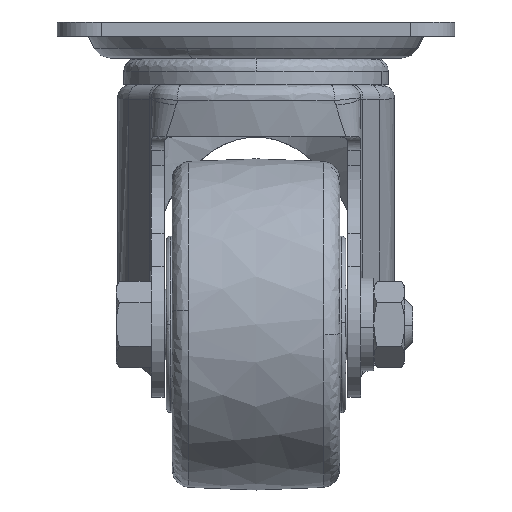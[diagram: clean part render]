
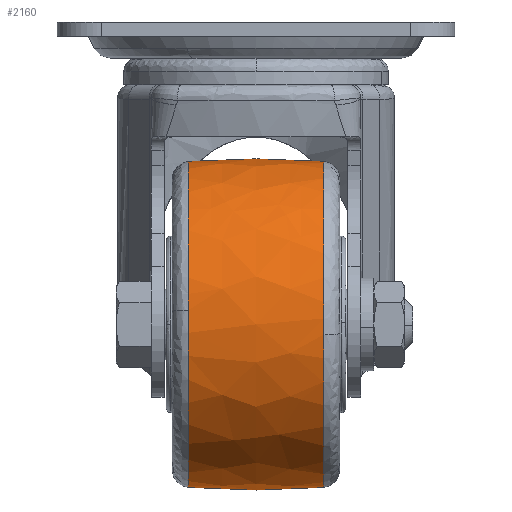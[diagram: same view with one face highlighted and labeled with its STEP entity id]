
A CAD part, left-side view. The second image highlights one B-rep face of the part: STEP entity #2160.
In plain terms, the highlighted free-form (B-spline) face has degree [2, 2] with [3, 7] control points.
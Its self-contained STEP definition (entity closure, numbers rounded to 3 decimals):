
#1870=CARTESIAN_POINT('',(-58.841,-15.306,-70.818));
#1871=VERTEX_POINT('',#1870);
#1872=CARTESIAN_POINT('',(-22.0,-15.306,-105.413));
#1873=VERTEX_POINT('',#1872);
#1874=CARTESIAN_POINT('',(-58.841,-15.306,-70.818));
#1875=CARTESIAN_POINT('',(-56.664,-15.306,-105.413));
#1876=CARTESIAN_POINT('',(-22.0,-15.306,-105.413));
#1884=(BOUNDED_CURVE()B_SPLINE_CURVE(2,(#1874,#1875,#1876),.UNSPECIFIED.,.F.,.U.)B_SPLINE_CURVE_WITH_KNOTS((3,3),(0.761,1.0),.UNSPECIFIED.)CURVE()GEOMETRIC_REPRESENTATION_ITEM()RATIONAL_B_SPLINE_CURVE((0.975,0.72,1.0))REPRESENTATION_ITEM(''));
#1885=EDGE_CURVE('',#1871,#1873,#1884,.T.);
#1964=CARTESIAN_POINT('',(-22.0,-15.306,-31.587));
#1965=VERTEX_POINT('',#1964);
#1966=CARTESIAN_POINT('',(-22.0,-15.306,-31.587));
#1967=CARTESIAN_POINT('',(-58.913,-15.306,-31.587));
#1968=CARTESIAN_POINT('',(-58.913,-15.306,-68.5));
#1969=CARTESIAN_POINT('',(-58.913,-15.306,-69.66));
#1970=CARTESIAN_POINT('',(-58.841,-15.306,-70.818));
#1978=(BOUNDED_CURVE()B_SPLINE_CURVE(2,(#1966,#1967,#1968,#1969,#1970),.UNSPECIFIED.,.F.,.U.)B_SPLINE_CURVE_WITH_KNOTS((3,2,3),(0.5,0.75,0.761),.UNSPECIFIED.)CURVE()GEOMETRIC_REPRESENTATION_ITEM()RATIONAL_B_SPLINE_CURVE((1.0,0.707,1.0,0.987,0.975))REPRESENTATION_ITEM(''));
#1979=EDGE_CURVE('',#1965,#1871,#1978,.T.);
#2030=CARTESIAN_POINT('',(-22.0,15.306,-105.413));
#2031=VERTEX_POINT('',#2030);
#2032=CARTESIAN_POINT('',(-22.0,-15.306,-105.413));
#2033=CARTESIAN_POINT('',(-22.,0.,-106.588));
#2034=CARTESIAN_POINT('',(-22.0,15.306,-105.413));
#2042=(BOUNDED_CURVE()B_SPLINE_CURVE(2,(#2032,#2033,#2034),.UNSPECIFIED.,.F.,.U.)B_SPLINE_CURVE_WITH_KNOTS((3,3),(0.44,0.56),.UNSPECIFIED.)CURVE()GEOMETRIC_REPRESENTATION_ITEM()RATIONAL_B_SPLINE_CURVE((0.908,0.905,0.908))REPRESENTATION_ITEM(''));
#2043=EDGE_CURVE('',#1873,#2031,#2042,.T.);
#2060=CARTESIAN_POINT('',(-22.0,15.306,-31.587));
#2061=VERTEX_POINT('',#2060);
#2077=CARTESIAN_POINT('',(-22.,-15.306,-31.587));
#2078=CARTESIAN_POINT('',(-22.,0.,-30.412));
#2079=CARTESIAN_POINT('',(-22.,15.306,-31.587));
#2087=(BOUNDED_CURVE()B_SPLINE_CURVE(2,(#2077,#2078,#2079),.UNSPECIFIED.,.F.,.U.)B_SPLINE_CURVE_WITH_KNOTS((3,3),(0.44,0.56),.UNSPECIFIED.)CURVE()GEOMETRIC_REPRESENTATION_ITEM()RATIONAL_B_SPLINE_CURVE((0.908,0.905,0.908))REPRESENTATION_ITEM(''));
#2088=EDGE_CURVE('',#1965,#2061,#2087,.T.);
#2095=CARTESIAN_POINT('',(-20.971,-16.83,-31.709));
#2096=CARTESIAN_POINT('',(-20.932,0.,-30.288));
#2097=CARTESIAN_POINT('',(-20.971,16.83,-31.709));
#2098=CARTESIAN_POINT('',(-21.483,-16.83,-31.709));
#2099=CARTESIAN_POINT('',(-21.463,0.,-30.288));
#2100=CARTESIAN_POINT('',(-21.483,16.83,-31.709));
#2101=CARTESIAN_POINT('',(-58.791,-16.83,-31.709));
#2102=CARTESIAN_POINT('',(-60.212,0.,-30.288));
#2103=CARTESIAN_POINT('',(-58.791,16.83,-31.709));
#2104=CARTESIAN_POINT('',(-58.791,-16.83,-68.5));
#2105=CARTESIAN_POINT('',(-60.212,0.,-68.5));
#2106=CARTESIAN_POINT('',(-58.791,16.83,-68.5));
#2107=CARTESIAN_POINT('',(-58.791,-16.83,-105.291));
#2108=CARTESIAN_POINT('',(-60.212,0.,-106.712));
#2109=CARTESIAN_POINT('',(-58.791,16.83,-105.291));
#2110=CARTESIAN_POINT('',(-21.483,-16.83,-105.291));
#2111=CARTESIAN_POINT('',(-21.463,0.,-106.712));
#2112=CARTESIAN_POINT('',(-21.483,16.83,-105.291));
#2113=CARTESIAN_POINT('',(-20.971,-16.83,-105.291));
#2114=CARTESIAN_POINT('',(-20.932,0.,-106.712));
#2115=CARTESIAN_POINT('',(-20.971,16.83,-105.291));
#2123=(BOUNDED_SURFACE()B_SPLINE_SURFACE(2,2,((#2095,#2098,#2101,#2104,#2107,#2110,#2113),(#2096,#2099,#2102,#2105,#2108,#2111,#2114),(#2097,#2100,#2103,#2106,#2109,#2112,#2115)),.UNSPECIFIED.,.F.,.F.,.U.)B_SPLINE_SURFACE_WITH_KNOTS((3,3),(3,1,2,1,3),(0.0,33.72),(0.0,1.243,63.375,125.507,126.749),.UNSPECIFIED.)GEOMETRIC_REPRESENTATION_ITEM()RATIONAL_B_SPLINE_SURFACE(((0.918,0.913,0.642,0.908,0.642,0.913,0.918),(0.915,0.91,0.64,0.905,0.64,0.91,0.915),(0.918,0.913,0.642,0.908,0.642,0.913,0.918)))REPRESENTATION_ITEM('')SURFACE());
#2124=ORIENTED_EDGE('',*,*,#2043,.F.);
#2125=ORIENTED_EDGE('',*,*,#1885,.F.);
#2126=ORIENTED_EDGE('',*,*,#1979,.F.);
#2127=ORIENTED_EDGE('',*,*,#2088,.T.);
#2128=CARTESIAN_POINT('',(-58.771,15.306,-65.257));
#2129=VERTEX_POINT('',#2128);
#2130=CARTESIAN_POINT('',(-22.0,15.306,-31.587));
#2131=CARTESIAN_POINT('',(-55.801,15.306,-31.587));
#2132=CARTESIAN_POINT('',(-58.771,15.306,-65.257));
#2140=(BOUNDED_CURVE()B_SPLINE_CURVE(2,(#2130,#2131,#2132),.UNSPECIFIED.,.F.,.U.)B_SPLINE_CURVE_WITH_KNOTS((3,3),(0.5,0.735),.UNSPECIFIED.)CURVE()GEOMETRIC_REPRESENTATION_ITEM()RATIONAL_B_SPLINE_CURVE((1.0,0.725,0.966))REPRESENTATION_ITEM(''));
#2141=EDGE_CURVE('',#2061,#2129,#2140,.T.);
#2142=ORIENTED_EDGE('',*,*,#2141,.T.);
#2143=CARTESIAN_POINT('',(-58.771,15.306,-65.257));
#2144=CARTESIAN_POINT('',(-58.913,15.306,-66.875));
#2145=CARTESIAN_POINT('',(-58.913,15.306,-68.5));
#2146=CARTESIAN_POINT('',(-58.913,15.306,-105.413));
#2147=CARTESIAN_POINT('',(-22.0,15.306,-105.413));
#2155=(BOUNDED_CURVE()B_SPLINE_CURVE(2,(#2143,#2144,#2145,#2146,#2147),.UNSPECIFIED.,.F.,.U.)B_SPLINE_CURVE_WITH_KNOTS((3,2,3),(0.735,0.75,1.0),.UNSPECIFIED.)CURVE()GEOMETRIC_REPRESENTATION_ITEM()RATIONAL_B_SPLINE_CURVE((0.966,0.982,1.0,0.707,1.0))REPRESENTATION_ITEM(''));
#2156=EDGE_CURVE('',#2129,#2031,#2155,.T.);
#2157=ORIENTED_EDGE('',*,*,#2156,.T.);
#2158=EDGE_LOOP('',(#2124,#2125,#2126,#2127,#2142,#2157));
#2159=FACE_OUTER_BOUND('',#2158,.T.);
#2160=ADVANCED_FACE('',(#2159),#2123,.T.);
